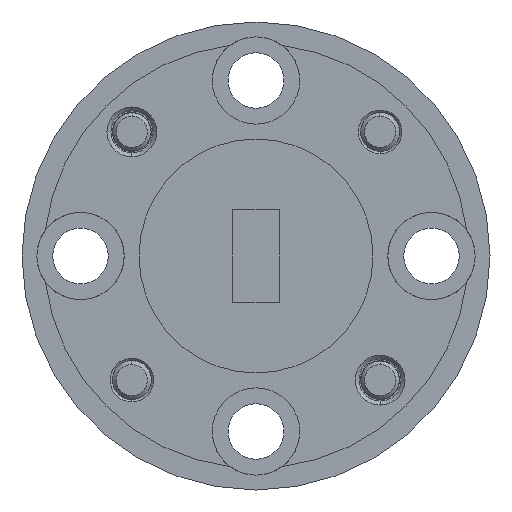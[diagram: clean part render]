
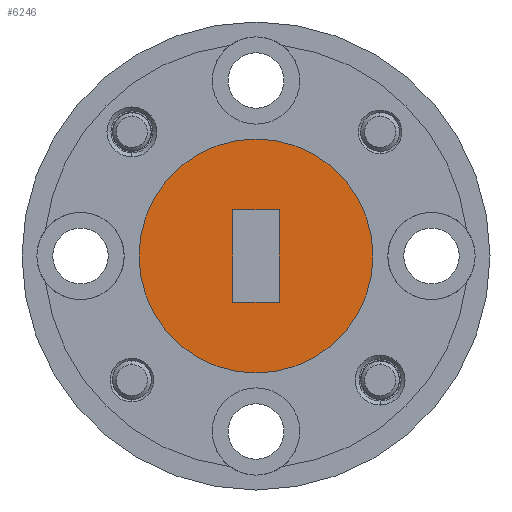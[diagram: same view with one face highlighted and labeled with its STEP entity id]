
A CAD part, left-side view. The second image highlights one B-rep face of the part: STEP entity #6246.
In plain terms, the highlighted planar face has unit normal (-1, 0, 0).
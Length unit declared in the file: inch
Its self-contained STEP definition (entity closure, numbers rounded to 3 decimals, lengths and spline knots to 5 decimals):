
#124 = CARTESIAN_POINT ( 'NONE',  ( 0., 0.037, -0.074 ) ) ;
#158 = EDGE_CURVE ( 'NONE', #1970, #6378, #6278, .T. ) ;
#199 = DIRECTION ( 'NONE',  ( 0., 1., 0. ) ) ;
#315 = AXIS2_PLACEMENT_3D ( 'NONE', #3865, #1015, #5577 ) ;
#766 = ORIENTED_EDGE ( 'NONE', *, *, #4478, .T. ) ;
#1015 = DIRECTION ( 'NONE',  ( 1., 0., 0. ) ) ;
#1432 = VECTOR ( 'NONE', #2025, 39.37008 ) ;
#1434 = LINE ( 'NONE', #3754, #2868 ) ;
#1472 = DIRECTION ( 'NONE',  ( 0., 1., 0. ) ) ;
#1535 = VERTEX_POINT ( 'NONE', #5700 ) ;
#1650 = LINE ( 'NONE', #2060, #1432 ) ;
#1956 = LINE ( 'NONE', #5657, #5454 ) ;
#1970 = VERTEX_POINT ( 'NONE', #2547 ) ;
#2025 = DIRECTION ( 'NONE',  ( 0., 0., -1. ) ) ;
#2060 = CARTESIAN_POINT ( 'NONE',  ( 0., -0.037, -0.074 ) ) ;
#2091 = DIRECTION ( 'NONE',  ( 0., -1., 0. ) ) ;
#2312 = ORIENTED_EDGE ( 'NONE', *, *, #4584, .F. ) ;
#2330 = DIRECTION ( 'NONE',  ( 0., -1., 0. ) ) ;
#2344 = EDGE_LOOP ( 'NONE', ( #2664, #5815, #4961, #766 ) ) ;
#2428 = FACE_BOUND ( 'NONE', #2344, .T. ) ;
#2516 = AXIS2_PLACEMENT_3D ( 'NONE', #6430, #6965, #199 ) ;
#2547 = CARTESIAN_POINT ( 'NONE',  ( 0., 0.037, 0.074 ) ) ;
#2664 = ORIENTED_EDGE ( 'NONE', *, *, #158, .T. ) ;
#2868 = VECTOR ( 'NONE', #1472, 39.37008 ) ;
#2885 = CARTESIAN_POINT ( 'NONE',  ( 0., -0.037, 0.074 ) ) ;
#2895 = CARTESIAN_POINT ( 'NONE',  ( 0., -0.037, -0.074 ) ) ;
#3502 = CARTESIAN_POINT ( 'NONE',  ( 0., -0.1875, 0. ) ) ;
#3738 = CARTESIAN_POINT ( 'NONE',  ( 0., -0.037, 0.074 ) ) ;
#3754 = CARTESIAN_POINT ( 'NONE',  ( 0., -0.037, -0.074 ) ) ;
#3837 = EDGE_LOOP ( 'NONE', ( #2312, #5217 ) ) ;
#3865 = CARTESIAN_POINT ( 'NONE',  ( 0., 0., 0. ) ) ;
#4461 = VECTOR ( 'NONE', #2330, 39.37008 ) ;
#4478 = EDGE_CURVE ( 'NONE', #4640, #1970, #1956, .T. ) ;
#4500 = CARTESIAN_POINT ( 'NONE',  ( 0., 0., 0. ) ) ;
#4584 = EDGE_CURVE ( 'NONE', #1535, #5663, #5233, .T. ) ;
#4640 = VERTEX_POINT ( 'NONE', #124 ) ;
#4907 = DIRECTION ( 'NONE',  ( -1., 0., 0. ) ) ;
#4961 = ORIENTED_EDGE ( 'NONE', *, *, #6839, .T. ) ;
#5217 = ORIENTED_EDGE ( 'NONE', *, *, #5603, .F. ) ;
#5233 = CIRCLE ( 'NONE', #315, 0.1875 ) ;
#5454 = VECTOR ( 'NONE', #6210, 39.37008 ) ;
#5526 = FACE_OUTER_BOUND ( 'NONE', #3837, .T. ) ;
#5577 = DIRECTION ( 'NONE',  ( 0., 1., 0. ) ) ;
#5603 = EDGE_CURVE ( 'NONE', #5663, #1535, #7121, .T. ) ;
#5609 = PLANE ( 'NONE',  #7242 ) ;
#5657 = CARTESIAN_POINT ( 'NONE',  ( 0., 0.037, -0.074 ) ) ;
#5663 = VERTEX_POINT ( 'NONE', #3502 ) ;
#5700 = CARTESIAN_POINT ( 'NONE',  ( 0., 0.1875, 0. ) ) ;
#5815 = ORIENTED_EDGE ( 'NONE', *, *, #6336, .T. ) ;
#6210 = DIRECTION ( 'NONE',  ( 0., 0., 1. ) ) ;
#6246 = ADVANCED_FACE ( 'NONE', ( #2428, #5526 ), #5609, .T. ) ;
#6278 = LINE ( 'NONE', #2885, #4461 ) ;
#6336 = EDGE_CURVE ( 'NONE', #6378, #6948, #1650, .T. ) ;
#6378 = VERTEX_POINT ( 'NONE', #3738 ) ;
#6430 = CARTESIAN_POINT ( 'NONE',  ( 0., 0., 0. ) ) ;
#6839 = EDGE_CURVE ( 'NONE', #6948, #4640, #1434, .T. ) ;
#6948 = VERTEX_POINT ( 'NONE', #2895 ) ;
#6965 = DIRECTION ( 'NONE',  ( 1., 0., 0. ) ) ;
#7121 = CIRCLE ( 'NONE', #2516, 0.1875 ) ;
#7242 = AXIS2_PLACEMENT_3D ( 'NONE', #4500, #4907, #2091 ) ;
